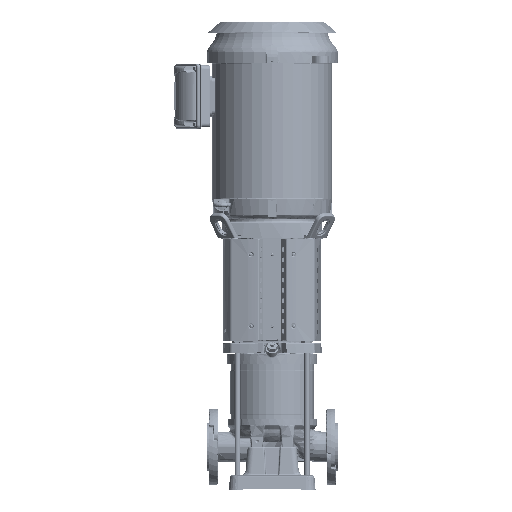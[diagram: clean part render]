
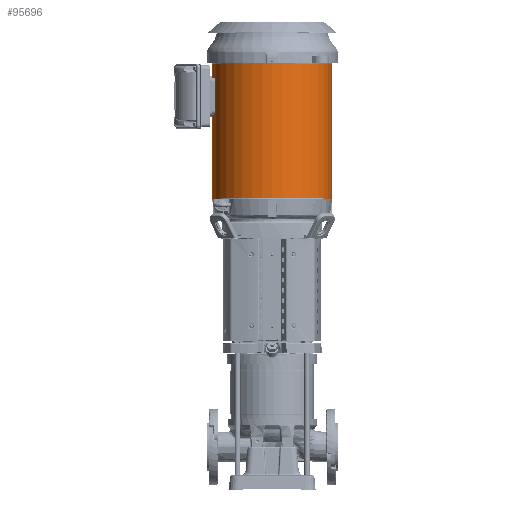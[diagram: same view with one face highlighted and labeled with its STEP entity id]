
A CAD part, top view. The second image highlights one B-rep face of the part: STEP entity #95696.
In plain terms, the highlighted cylindrical face has radius 146.3 mm (diameter 292.6 mm), a full revolution.
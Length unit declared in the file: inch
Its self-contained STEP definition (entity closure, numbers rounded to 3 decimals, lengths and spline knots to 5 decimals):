
#14756=CIRCLE('',#104757,5.75984);
#14757=CIRCLE('',#104758,5.75984);
#19646=FACE_OUTER_BOUND('',#24941,.T.);
#24941=EDGE_LOOP('',(#88359,#88360,#88361,#88362));
#33402=LINE('',#353410,#38339);
#33403=LINE('',#353413,#38340);
#38339=VECTOR('',#127156,39.37008);
#38340=VECTOR('',#127159,39.37008);
#47899=VERTEX_POINT('',#353406);
#47900=VERTEX_POINT('',#353407);
#47901=VERTEX_POINT('',#353409);
#47902=VERTEX_POINT('',#353411);
#62425=EDGE_CURVE('',#47899,#47900,#14756,.T.);
#62426=EDGE_CURVE('',#47900,#47901,#33402,.T.);
#62427=EDGE_CURVE('',#47901,#47902,#14757,.T.);
#62428=EDGE_CURVE('',#47902,#47899,#33403,.T.);
#88359=ORIENTED_EDGE('',*,*,#62425,.T.);
#88360=ORIENTED_EDGE('',*,*,#62426,.T.);
#88361=ORIENTED_EDGE('',*,*,#62427,.T.);
#88362=ORIENTED_EDGE('',*,*,#62428,.T.);
#90787=CYLINDRICAL_SURFACE('',#104756,5.75984);
#95696=ADVANCED_FACE('',(#19646),#90787,.T.);
#104756=AXIS2_PLACEMENT_3D('',#353405,#127152,#127153);
#104757=AXIS2_PLACEMENT_3D('',#353408,#127154,#127155);
#104758=AXIS2_PLACEMENT_3D('',#353412,#127157,#127158);
#127152=DIRECTION('center_axis',(0.,1.,0.));
#127153=DIRECTION('ref_axis',(0.,0.,1.));
#127154=DIRECTION('center_axis',(0.,-1.,0.));
#127155=DIRECTION('ref_axis',(-1.,0.,0.));
#127156=DIRECTION('',(0.,-1.,0.));
#127157=DIRECTION('center_axis',(0.,1.,0.));
#127158=DIRECTION('ref_axis',(-1.,0.,0.));
#127159=DIRECTION('',(0.,1.,0.));
#353405=CARTESIAN_POINT('Origin',(0.,-9.75604,
0.));
#353406=CARTESIAN_POINT('',(0.,41.03937,-5.75984));
#353407=CARTESIAN_POINT('',(-0.00101,41.03937,-5.75984));
#353408=CARTESIAN_POINT('Origin',(0.,41.03937,
0.));
#353409=CARTESIAN_POINT('',(-0.00101,28.04724,-5.75984));
#353410=CARTESIAN_POINT('',(-0.00101,-9.75604,-5.75984));
#353411=CARTESIAN_POINT('',(0.,28.04724,-5.75984));
#353412=CARTESIAN_POINT('Origin',(0.,28.04724,
0.));
#353413=CARTESIAN_POINT('',(0.,-9.75604,-5.75984));
